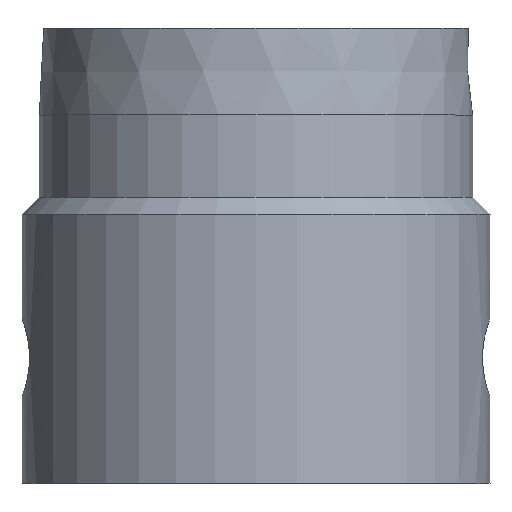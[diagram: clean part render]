
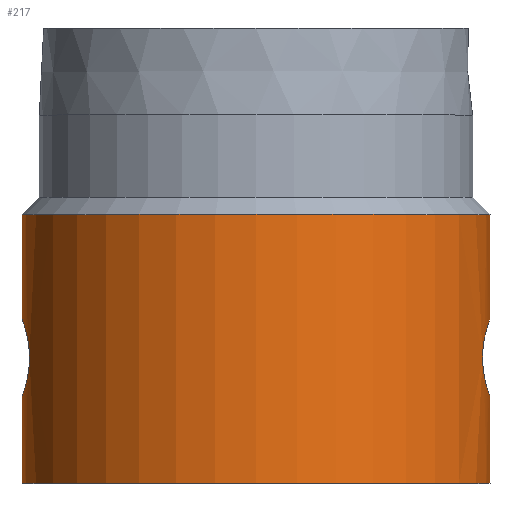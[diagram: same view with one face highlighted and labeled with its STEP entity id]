
A CAD part, top view. The second image highlights one B-rep face of the part: STEP entity #217.
In plain terms, the highlighted cylindrical face has radius 27 mm (diameter 54 mm), a full revolution.
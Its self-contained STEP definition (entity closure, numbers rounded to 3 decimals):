
#21=FACE_BOUND('',#62,.T.);
#27=B_SPLINE_CURVE_WITH_KNOTS('',3,(#452,#453,#454,#455,#456,#457,#458,
#459,#460,#461,#462,#463),.UNSPECIFIED.,.F.,.F.,(4,2,2,2,2,4),(0.,0.084,
0.169,0.338,0.6,0.862),
 .UNSPECIFIED.);
#29=B_SPLINE_CURVE_WITH_KNOTS('',3,(#467,#468,#469,#470,#471,#472,#473,
#474,#475,#476,#477,#478),.UNSPECIFIED.,.F.,.F.,(4,2,2,2,2,4),(2.587,
2.849,3.111,3.28,3.364,3.449),
 .UNSPECIFIED.);
#30=B_SPLINE_CURVE_WITH_KNOTS('',3,(#479,#480,#481,#482,#483,#484,#485,
#486,#487,#488,#489,#490,#491,#492,#493,#494,#495,#496,#497,#498,#499,#500),
 .UNSPECIFIED.,.F.,.F.,(4,2,2,2,2,2,2,2,2,2,4),(0.862,1.124,
1.387,1.555,1.64,1.724,1.809,
1.893,2.062,2.324,2.587),
 .UNSPECIFIED.);
#32=B_SPLINE_CURVE_WITH_KNOTS('',3,(#522,#523,#524,#525,#526,#527,#528,
#529,#530,#531,#532,#533,#534,#535,#536,#537,#538,#539,#540,#541,#542,#543,
#544,#545,#546,#547,#548,#549,#550,#551,#552,#553,#554,#555,#556,#557,#558,
#559,#560,#561,#562,#563),.UNSPECIFIED.,.T.,.F.,(4,2,2,2,2,2,2,2,2,2,2,
2,2,2,2,2,2,2,2,2,4),(0.,0.084,0.169,0.338,
0.6,0.862,1.124,1.387,1.555,
1.64,1.724,1.809,1.893,2.062,
2.324,2.587,2.849,3.111,3.28,
3.364,3.449),.UNSPECIFIED.);
#36=CYLINDRICAL_SURFACE('',#250,27.);
#47=FACE_OUTER_BOUND('',#61,.T.);
#61=EDGE_LOOP('',(#191,#192,#193,#194,#195,#196,#197,#198,#199));
#62=EDGE_LOOP('',(#200));
#73=LINE('',#565,#83);
#74=LINE('',#567,#84);
#83=VECTOR('',#299,27.);
#84=VECTOR('',#300,27.);
#88=CIRCLE('',#239,27.);
#94=CIRCLE('',#251,27.);
#102=VERTEX_POINT('',#410);
#108=VERTEX_POINT('',#450);
#109=VERTEX_POINT('',#451);
#110=VERTEX_POINT('',#466);
#111=VERTEX_POINT('',#519);
#112=VERTEX_POINT('',#566);
#123=EDGE_CURVE('',#102,#102,#88,.T.);
#134=EDGE_CURVE('',#108,#109,#27,.T.);
#136=EDGE_CURVE('',#110,#108,#29,.T.);
#137=EDGE_CURVE('',#109,#110,#30,.T.);
#139=EDGE_CURVE('',#111,#111,#32,.T.);
#140=EDGE_CURVE('',#102,#109,#73,.T.);
#141=EDGE_CURVE('',#110,#112,#74,.T.);
#142=EDGE_CURVE('',#112,#112,#94,.T.);
#191=ORIENTED_EDGE('',*,*,#123,.F.);
#192=ORIENTED_EDGE('',*,*,#140,.T.);
#193=ORIENTED_EDGE('',*,*,#137,.T.);
#194=ORIENTED_EDGE('',*,*,#141,.T.);
#195=ORIENTED_EDGE('',*,*,#142,.T.);
#196=ORIENTED_EDGE('',*,*,#141,.F.);
#197=ORIENTED_EDGE('',*,*,#136,.T.);
#198=ORIENTED_EDGE('',*,*,#134,.T.);
#199=ORIENTED_EDGE('',*,*,#140,.F.);
#200=ORIENTED_EDGE('',*,*,#139,.T.);
#217=ADVANCED_FACE('',(#47,#21),#36,.T.);
#239=AXIS2_PLACEMENT_3D('',#411,#270,#271);
#250=AXIS2_PLACEMENT_3D('',#564,#297,#298);
#251=AXIS2_PLACEMENT_3D('',#568,#301,#302);
#270=DIRECTION('center_axis',(0.,1.,0.));
#271=DIRECTION('ref_axis',(1.,0.,0.));
#297=DIRECTION('center_axis',(0.,1.,0.));
#298=DIRECTION('ref_axis',(1.,0.,0.));
#299=DIRECTION('',(0.,-1.,0.));
#300=DIRECTION('',(0.,-1.,0.));
#301=DIRECTION('center_axis',(0.,1.,0.));
#302=DIRECTION('ref_axis',(1.,0.,0.));
#410=CARTESIAN_POINT('',(-27.,31.,0.));
#411=CARTESIAN_POINT('Origin',(0.,31.,0.));
#450=CARTESIAN_POINT('',(-26.143,14.5,-6.75));
#451=CARTESIAN_POINT('',(-27.,19.,0.));
#452=CARTESIAN_POINT('Ctrl Pts',(-26.143,14.5,-6.75));
#453=CARTESIAN_POINT('Ctrl Pts',(-26.143,14.782,-6.75));
#454=CARTESIAN_POINT('Ctrl Pts',(-26.153,15.066,-6.71));
#455=CARTESIAN_POINT('Ctrl Pts',(-26.193,15.618,-6.552));
#456=CARTESIAN_POINT('Ctrl Pts',(-26.222,15.886,-6.435));
#457=CARTESIAN_POINT('Ctrl Pts',(-26.329,16.643,-5.991));
#458=CARTESIAN_POINT('Ctrl Pts',(-26.423,17.082,-5.57));
#459=CARTESIAN_POINT('Ctrl Pts',(-26.64,17.955,-4.449));
#460=CARTESIAN_POINT('Ctrl Pts',(-26.773,18.359,-3.607));
#461=CARTESIAN_POINT('Ctrl Pts',(-26.954,18.882,-1.82));
#462=CARTESIAN_POINT('Ctrl Pts',(-27.,19.,-0.874));
#463=CARTESIAN_POINT('Ctrl Pts',(-27.,19.,0.));
#466=CARTESIAN_POINT('',(-27.,10.,0.));
#467=CARTESIAN_POINT('Ctrl Pts',(-27.,10.,0.));
#468=CARTESIAN_POINT('Ctrl Pts',(-27.,10.,-0.874));
#469=CARTESIAN_POINT('Ctrl Pts',(-26.954,10.118,-1.82));
#470=CARTESIAN_POINT('Ctrl Pts',(-26.773,10.641,-3.607));
#471=CARTESIAN_POINT('Ctrl Pts',(-26.64,11.045,-4.449));
#472=CARTESIAN_POINT('Ctrl Pts',(-26.423,11.918,-5.57));
#473=CARTESIAN_POINT('Ctrl Pts',(-26.329,12.357,-5.991));
#474=CARTESIAN_POINT('Ctrl Pts',(-26.222,13.114,-6.435));
#475=CARTESIAN_POINT('Ctrl Pts',(-26.193,13.382,-6.552));
#476=CARTESIAN_POINT('Ctrl Pts',(-26.153,13.934,-6.71));
#477=CARTESIAN_POINT('Ctrl Pts',(-26.143,14.218,-6.75));
#478=CARTESIAN_POINT('Ctrl Pts',(-26.143,14.5,-6.75));
#479=CARTESIAN_POINT('Ctrl Pts',(-27.,19.,0.));
#480=CARTESIAN_POINT('Ctrl Pts',(-27.,19.,0.874));
#481=CARTESIAN_POINT('Ctrl Pts',(-26.954,18.882,1.82));
#482=CARTESIAN_POINT('Ctrl Pts',(-26.773,18.359,3.607));
#483=CARTESIAN_POINT('Ctrl Pts',(-26.64,17.955,4.449));
#484=CARTESIAN_POINT('Ctrl Pts',(-26.423,17.082,5.57));
#485=CARTESIAN_POINT('Ctrl Pts',(-26.329,16.643,5.991));
#486=CARTESIAN_POINT('Ctrl Pts',(-26.222,15.886,6.435));
#487=CARTESIAN_POINT('Ctrl Pts',(-26.193,15.618,6.552));
#488=CARTESIAN_POINT('Ctrl Pts',(-26.153,15.066,6.71));
#489=CARTESIAN_POINT('Ctrl Pts',(-26.143,14.782,6.75));
#490=CARTESIAN_POINT('Ctrl Pts',(-26.143,14.218,6.75));
#491=CARTESIAN_POINT('Ctrl Pts',(-26.153,13.934,6.71));
#492=CARTESIAN_POINT('Ctrl Pts',(-26.193,13.382,6.552));
#493=CARTESIAN_POINT('Ctrl Pts',(-26.222,13.114,6.435));
#494=CARTESIAN_POINT('Ctrl Pts',(-26.329,12.357,5.991));
#495=CARTESIAN_POINT('Ctrl Pts',(-26.423,11.918,5.57));
#496=CARTESIAN_POINT('Ctrl Pts',(-26.64,11.045,4.449));
#497=CARTESIAN_POINT('Ctrl Pts',(-26.773,10.641,3.607));
#498=CARTESIAN_POINT('Ctrl Pts',(-26.954,10.118,1.82));
#499=CARTESIAN_POINT('Ctrl Pts',(-27.,10.,0.874));
#500=CARTESIAN_POINT('Ctrl Pts',(-27.,10.,0.));
#519=CARTESIAN_POINT('',(26.143,14.5,-6.75));
#522=CARTESIAN_POINT('Ctrl Pts',(26.143,14.5,-6.75));
#523=CARTESIAN_POINT('Ctrl Pts',(26.143,14.218,-6.75));
#524=CARTESIAN_POINT('Ctrl Pts',(26.153,13.934,-6.71));
#525=CARTESIAN_POINT('Ctrl Pts',(26.193,13.382,-6.552));
#526=CARTESIAN_POINT('Ctrl Pts',(26.222,13.114,-6.435));
#527=CARTESIAN_POINT('Ctrl Pts',(26.329,12.357,-5.991));
#528=CARTESIAN_POINT('Ctrl Pts',(26.423,11.918,-5.57));
#529=CARTESIAN_POINT('Ctrl Pts',(26.64,11.045,-4.449));
#530=CARTESIAN_POINT('Ctrl Pts',(26.773,10.641,-3.607));
#531=CARTESIAN_POINT('Ctrl Pts',(26.954,10.118,-1.82));
#532=CARTESIAN_POINT('Ctrl Pts',(27.,10.,-0.874));
#533=CARTESIAN_POINT('Ctrl Pts',(27.,10.,0.874));
#534=CARTESIAN_POINT('Ctrl Pts',(26.954,10.118,1.82));
#535=CARTESIAN_POINT('Ctrl Pts',(26.773,10.641,3.607));
#536=CARTESIAN_POINT('Ctrl Pts',(26.64,11.045,4.449));
#537=CARTESIAN_POINT('Ctrl Pts',(26.423,11.918,5.57));
#538=CARTESIAN_POINT('Ctrl Pts',(26.329,12.357,5.991));
#539=CARTESIAN_POINT('Ctrl Pts',(26.222,13.114,6.435));
#540=CARTESIAN_POINT('Ctrl Pts',(26.193,13.382,6.552));
#541=CARTESIAN_POINT('Ctrl Pts',(26.153,13.934,6.71));
#542=CARTESIAN_POINT('Ctrl Pts',(26.143,14.218,6.75));
#543=CARTESIAN_POINT('Ctrl Pts',(26.143,14.782,6.75));
#544=CARTESIAN_POINT('Ctrl Pts',(26.153,15.066,6.71));
#545=CARTESIAN_POINT('Ctrl Pts',(26.193,15.618,6.552));
#546=CARTESIAN_POINT('Ctrl Pts',(26.222,15.886,6.435));
#547=CARTESIAN_POINT('Ctrl Pts',(26.329,16.643,5.991));
#548=CARTESIAN_POINT('Ctrl Pts',(26.423,17.082,5.57));
#549=CARTESIAN_POINT('Ctrl Pts',(26.64,17.955,4.449));
#550=CARTESIAN_POINT('Ctrl Pts',(26.773,18.359,3.607));
#551=CARTESIAN_POINT('Ctrl Pts',(26.954,18.882,1.82));
#552=CARTESIAN_POINT('Ctrl Pts',(27.,19.,0.874));
#553=CARTESIAN_POINT('Ctrl Pts',(27.,19.,-0.874));
#554=CARTESIAN_POINT('Ctrl Pts',(26.954,18.882,-1.82));
#555=CARTESIAN_POINT('Ctrl Pts',(26.773,18.359,-3.607));
#556=CARTESIAN_POINT('Ctrl Pts',(26.64,17.955,-4.449));
#557=CARTESIAN_POINT('Ctrl Pts',(26.423,17.082,-5.57));
#558=CARTESIAN_POINT('Ctrl Pts',(26.329,16.643,-5.991));
#559=CARTESIAN_POINT('Ctrl Pts',(26.222,15.886,-6.435));
#560=CARTESIAN_POINT('Ctrl Pts',(26.193,15.618,-6.552));
#561=CARTESIAN_POINT('Ctrl Pts',(26.153,15.066,-6.71));
#562=CARTESIAN_POINT('Ctrl Pts',(26.143,14.782,-6.75));
#563=CARTESIAN_POINT('Ctrl Pts',(26.143,14.5,-6.75));
#564=CARTESIAN_POINT('Origin',(0.,0.,0.));
#565=CARTESIAN_POINT('',(-27.,0.,0.));
#566=CARTESIAN_POINT('',(-27.,0.,0.));
#567=CARTESIAN_POINT('',(-27.,0.,0.));
#568=CARTESIAN_POINT('Origin',(0.,0.,0.));
